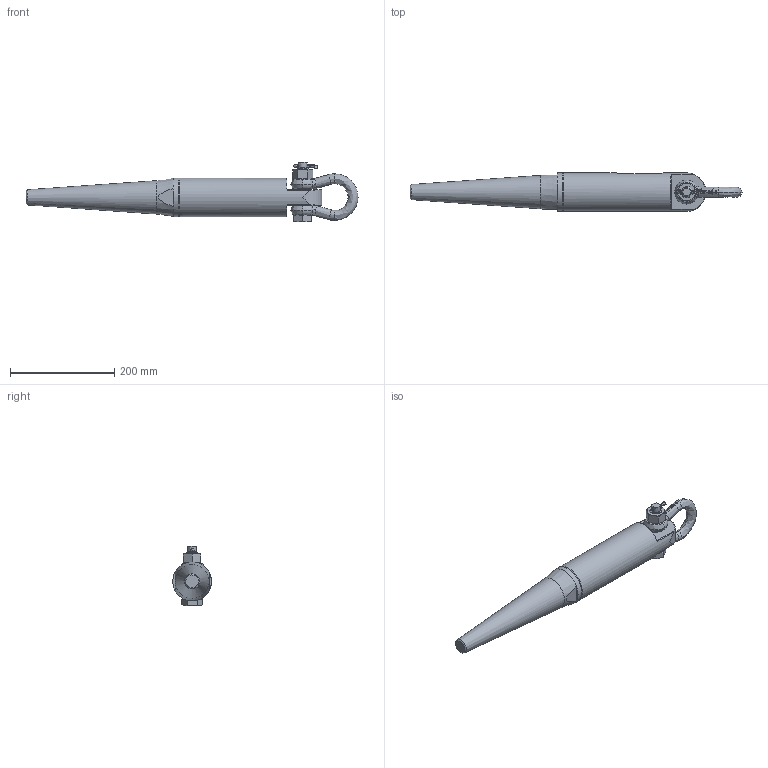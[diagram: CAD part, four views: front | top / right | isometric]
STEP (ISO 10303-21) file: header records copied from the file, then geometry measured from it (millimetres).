
FILE_DESCRIPTION(/* description */ (''),/* implementation_level */ '2;1');
FILE_NAME(/* name */ 'TrustLink Stress Termination Type III-S.stp',/* time_stamp */ '2015-12-09T10:34:17+01:00',/* author */ ('sh'),/* organization */ (''),/* preprocessor_version */ 'ST-DEVELOPER v15.2',/* originating_system */ 'Autodesk Inventor 2014',/* authorisation */ '');
FILE_SCHEMA (('AUTOMOTIVE_DESIGN { 1 0 10303 214 3 1 1 }'));
Length unit declared in the file: millimetre
Products named in the file (1): TrustLink Stress Termination Type III-S
Bounding box: 635.49 x 74.5 x 113.5 mm (x, y, z)
Volume: 1357096.1 mm3; surface area: 157433 mm2
Topology: 2 solids, 2 shells, 595 faces, 1644 edges, 1058 vertices
Faces by surface type: bspline 226, plane 218, cylinder 112, cone 32, torus 7
Full cylindrical faces by diameter (mm): 4 x2, 36 x1, 56 x1, 74 x2
Entity records: 30483 total; most frequent: CARTESIAN_POINT 17159, ORIENTED_EDGE 3226, DIRECTION 1824, EDGE_CURVE 1611, VERTEX_POINT 1037, LINE 622, VECTOR 622, EDGE_LOOP 617
